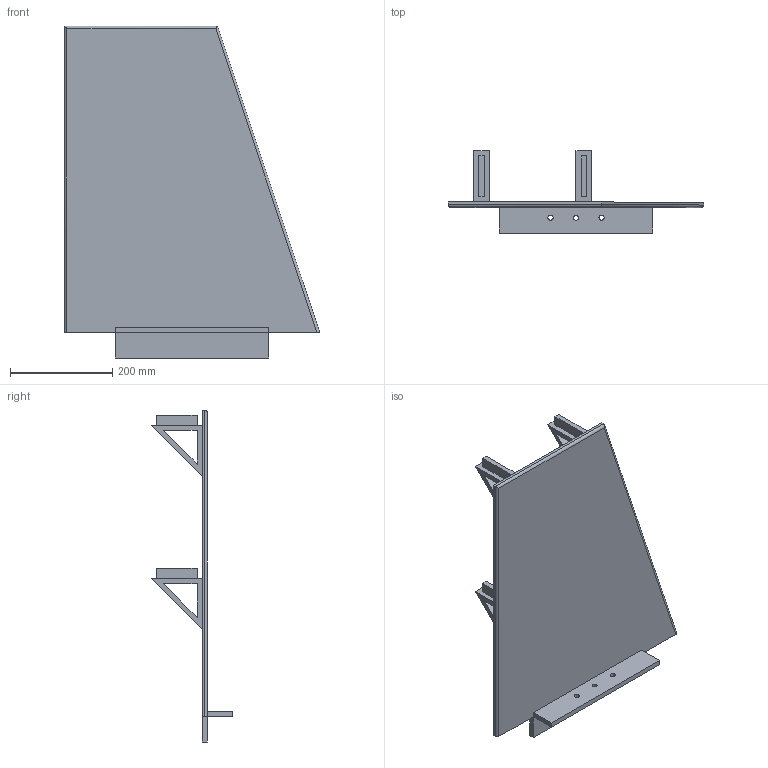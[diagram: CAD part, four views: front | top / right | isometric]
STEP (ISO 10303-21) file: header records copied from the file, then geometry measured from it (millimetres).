
FILE_DESCRIPTION(/* description */ (''),/* implementation_level */ '2;1');
FILE_NAME(/* name */ 'Tray Holder Flap 2.step',/* time_stamp */ '2023-02-19T15:32:10-08:00',/* author */ (''),/* organization */ (''),/* preprocessor_version */ 'ST-DEVELOPER v19.2',/* originating_system */ 'Autodesk Translation Framework v11.17.0.187',/* authorisation */ '');
FILE_SCHEMA (('AUTOMOTIVE_DESIGN { 1 0 10303 214 3 1 1 }'));
Length unit declared in the file: millimetre
Products named in the file (1): FusionComponent
Bounding box: 500 x 160 x 650 mm (x, y, z)
Volume: 3093209.2 mm3; surface area: 640493.3 mm2
Topology: 1 solids, 1 shells, 70 faces, 172 edges, 112 vertices
Faces by surface type: plane 64, cylinder 6
Full cylindrical faces by diameter (mm): 10 x3
Entity records: 2090 total; most frequent: CARTESIAN_POINT 355, ORIENTED_EDGE 344, DIRECTION 324, EDGE_CURVE 172, LINE 162, VECTOR 162, VERTEX_POINT 112, EDGE_LOOP 92
